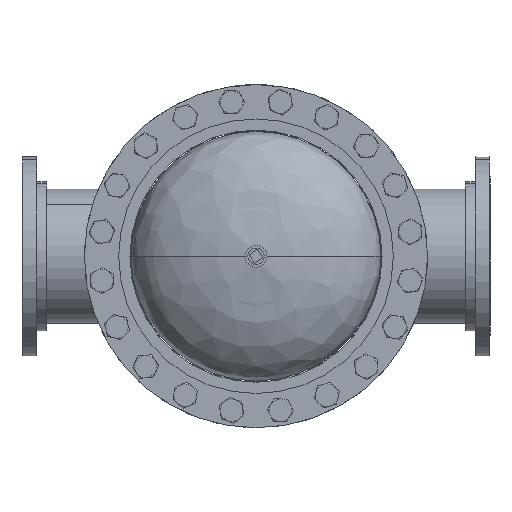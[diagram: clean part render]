
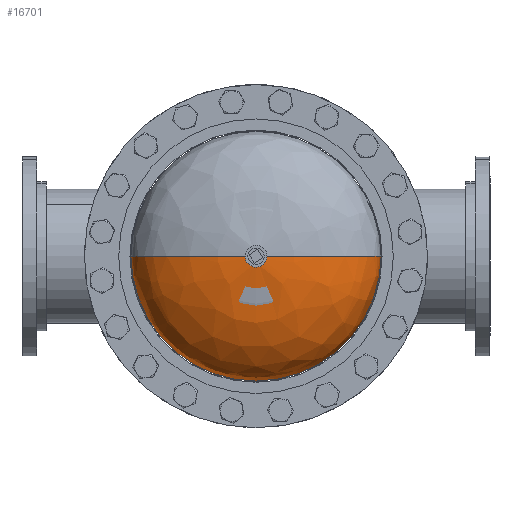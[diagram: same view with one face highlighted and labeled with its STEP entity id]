
A CAD part, front view. The second image highlights one B-rep face of the part: STEP entity #16701.
In plain terms, the highlighted free-form (B-spline) face has degree [3, 3] with [4, 4] control points.
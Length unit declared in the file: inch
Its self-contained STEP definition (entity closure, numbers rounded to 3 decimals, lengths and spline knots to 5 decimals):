
#92 = CARTESIAN_POINT ( 'NONE',  ( 0., 5.60574, 0. ) ) ;
#215 = CARTESIAN_POINT ( 'NONE',  ( 0., 5.60574, -0.75 ) ) ;
#334 = FACE_OUTER_BOUND ( 'NONE', #18297, .T. ) ;
#567 = CIRCLE ( 'NONE', #11343, 10. ) ;
#687 = AXIS2_PLACEMENT_3D ( 'NONE', #92, #11535, #8447 ) ;
#1670 = EDGE_CURVE ( 'NONE', #4969, #9568, #14931, .T. ) ;
#1807 = DIRECTION ( 'NONE',  ( 0., -1., 0. ) ) ;
#1931 = VERTEX_POINT ( 'NONE', #215 ) ;
#1966 = CARTESIAN_POINT ( 'NONE',  ( -0.75, 5.60574, 0. ) ) ;
#1971 = CARTESIAN_POINT ( 'NONE',  ( 6.24942, 5.39635, 0. ) ) ;
#3128 = ORIENTED_EDGE ( 'NONE', *, *, #4216, .T. ) ;
#3215 = CARTESIAN_POINT ( 'NONE',  ( 0., 5.60574, 0. ) ) ;
#3336 = CARTESIAN_POINT ( 'NONE',  ( 10., 0.5575, -20. ) ) ;
#3514 = CARTESIAN_POINT ( 'NONE',  ( 10., 3.34945, 0. ) ) ;
#3612 = CARTESIAN_POINT ( 'NONE',  ( 6.24942, 5.39635, -12.49885 ) ) ;
#3649 = CARTESIAN_POINT ( 'NONE',  ( 0.75, 5.60574, 0. ) ) ;
#3736 = VERTEX_POINT ( 'NONE', #4898 ) ;
#3850 = CARTESIAN_POINT ( 'NONE',  ( -0.75, 5.60574, 0. ) ) ;
#3900 = ORIENTED_EDGE ( 'NONE', *, *, #16726, .F. ) ;
#4216 = EDGE_CURVE ( 'NONE', #1931, #4903, #17297, .T. ) ;
#4634 = CARTESIAN_POINT ( 'NONE',  ( 6.24942, 5.39635, 0. ) ) ;
#4898 = CARTESIAN_POINT ( 'NONE',  ( 0., 0.5575, -10. ) ) ;
#4903 = VERTEX_POINT ( 'NONE', #3649 ) ;
#4969 = VERTEX_POINT ( 'NONE', #1966 ) ;
#4996 = CARTESIAN_POINT ( 'NONE',  ( 0., 0.5575, 0. ) ) ;
#5268 = AXIS2_PLACEMENT_3D ( 'NONE', #4996, #15056, #7466 ) ;
#5823 = DIRECTION ( 'NONE',  ( 0., 0., -1. ) ) ;
#6039 =( BOUNDED_CURVE ( )  B_SPLINE_CURVE ( 3, ( #10422, #1971, #9002, #10514 ),
 .UNSPECIFIED., .F., .F. ) 
 B_SPLINE_CURVE_WITH_KNOTS ( ( 4, 4 ),
 ( 1.64587, 3.14159 ),
 .UNSPECIFIED. ) 
 CURVE ( )  GEOMETRIC_REPRESENTATION_ITEM ( )  RATIONAL_B_SPLINE_CURVE ( ( 1., 0.822, 0.822, 1. ) ) 
 REPRESENTATION_ITEM ( '' )  );
#6132 = CARTESIAN_POINT ( 'NONE',  ( 0.75, 5.60574, -1.5 ) ) ;
#6230 = CARTESIAN_POINT ( 'NONE',  ( 0.75, 5.60574, 0. ) ) ;
#6404 = CARTESIAN_POINT ( 'NONE',  ( -6.24942, 5.39635, -12.49885 ) ) ;
#6460 = CARTESIAN_POINT ( 'NONE',  ( -6.24942, 5.39635, 0. ) ) ;
#6882 = ORIENTED_EDGE ( 'NONE', *, *, #12014, .T. ) ;
#7076 = VERTEX_POINT ( 'NONE', #11000 ) ;
#7466 = DIRECTION ( 'NONE',  ( 0., 0., -1. ) ) ;
#7476 = CARTESIAN_POINT ( 'NONE',  ( -10., 0.5575, 0. ) ) ;
#7614 = EDGE_CURVE ( 'NONE', #9568, #3736, #567, .T. ) ;
#7727 = CARTESIAN_POINT ( 'NONE',  ( -0.75, 5.60574, 0. ) ) ;
#7879 = ORIENTED_EDGE ( 'NONE', *, *, #1670, .F. ) ;
#8068 = CARTESIAN_POINT ( 'NONE',  ( -10., 3.34945, 0. ) ) ;
#8447 = DIRECTION ( 'NONE',  ( 0., 0., -1. ) ) ;
#8632 = DIRECTION ( 'NONE',  ( 0., -1., 0. ) ) ;
#9002 = CARTESIAN_POINT ( 'NONE',  ( 10., 3.34945, 0. ) ) ;
#9225 = CARTESIAN_POINT ( 'NONE',  ( 10., 0.5575, 0. ) ) ;
#9568 = VERTEX_POINT ( 'NONE', #7476 ) ;
#10422 = CARTESIAN_POINT ( 'NONE',  ( 0.75, 5.60574, 0. ) ) ;
#10514 = CARTESIAN_POINT ( 'NONE',  ( 10., 0.5575, 0. ) ) ;
#10591 = CIRCLE ( 'NONE', #687, 0.75 ) ;
#11000 = CARTESIAN_POINT ( 'NONE',  ( 10., 0.5575, 0. ) ) ;
#11343 = AXIS2_PLACEMENT_3D ( 'NONE', #17470, #8632, #15876 ) ;
#11535 = DIRECTION ( 'NONE',  ( 0., -1., 0. ) ) ;
#11854 = CARTESIAN_POINT ( 'NONE',  ( -6.24942, 5.39635, 0. ) ) ;
#11867 = EDGE_CURVE ( 'NONE', #4969, #1931, #10591, .T. ) ;
#12014 = EDGE_CURVE ( 'NONE', #4903, #7076, #6039, .T. ) ;
#13275 = ORIENTED_EDGE ( 'NONE', *, *, #11867, .T. ) ;
#13461 = CARTESIAN_POINT ( 'NONE',  ( -10., 3.34945, 0. ) ) ;
#13547 = CARTESIAN_POINT ( 'NONE',  ( -0.75, 5.60574, -1.5 ) ) ;
#13566 = ORIENTED_EDGE ( 'NONE', *, *, #7614, .F. ) ;
#14693 = CARTESIAN_POINT ( 'NONE',  ( -10., 0.5575, 0. ) ) ;
#14931 =( BOUNDED_CURVE ( )  B_SPLINE_CURVE ( 3, ( #3850, #6460, #8068, #15114 ),
 .UNSPECIFIED., .F., .F. ) 
 B_SPLINE_CURVE_WITH_KNOTS ( ( 4, 4 ),
 ( 1.64587, 3.14159 ),
 .UNSPECIFIED. ) 
 CURVE ( )  GEOMETRIC_REPRESENTATION_ITEM ( )  RATIONAL_B_SPLINE_CURVE ( ( 1., 0.822, 0.822, 1. ) ) 
 REPRESENTATION_ITEM ( '' )  );
#15056 = DIRECTION ( 'NONE',  ( 0., -1., 0. ) ) ;
#15114 = CARTESIAN_POINT ( 'NONE',  ( -10., 0.5575, 0. ) ) ;
#15181 = AXIS2_PLACEMENT_3D ( 'NONE', #3215, #1807, #5823 ) ;
#15876 = DIRECTION ( 'NONE',  ( 0., 0., -1. ) ) ;
#16202 = CARTESIAN_POINT ( 'NONE',  ( 10., 3.34945, -20. ) ) ;
#16254 =( BOUNDED_SURFACE ( )  B_SPLINE_SURFACE ( 3, 3, ( 
 ( #7727, #13547, #6132, #6230 ),
 ( #11854, #6404, #3612, #4634 ),
 ( #13461, #17802, #16202, #3514 ),
 ( #14693, #17714, #3336, #9225 ) ),
 .UNSPECIFIED., .F., .F., .F. ) 
 B_SPLINE_SURFACE_WITH_KNOTS ( ( 4, 4 ),
 ( 4, 4 ),
 ( 0., 1. ),
 ( 0., 1. ),
 .UNSPECIFIED. ) 
 GEOMETRIC_REPRESENTATION_ITEM ( )  RATIONAL_B_SPLINE_SURFACE ( (
 ( 1., 0.333, 0.333, 1.),
 ( 0.822, 0.274, 0.274, 0.822),
 ( 0.822, 0.274, 0.274, 0.822),
 ( 1., 0.333, 0.333, 1.) ) ) 
 REPRESENTATION_ITEM ( '' )  SURFACE ( )  );
#16701 = ADVANCED_FACE ( 'NONE', ( #334 ), #16254, .F. ) ;
#16726 = EDGE_CURVE ( 'NONE', #3736, #7076, #17555, .T. ) ;
#17297 = CIRCLE ( 'NONE', #15181, 0.75 ) ;
#17470 = CARTESIAN_POINT ( 'NONE',  ( 0., 0.5575, 0. ) ) ;
#17555 = CIRCLE ( 'NONE', #5268, 10. ) ;
#17714 = CARTESIAN_POINT ( 'NONE',  ( -10., 0.5575, -20. ) ) ;
#17802 = CARTESIAN_POINT ( 'NONE',  ( -10., 3.34945, -20. ) ) ;
#18297 = EDGE_LOOP ( 'NONE', ( #7879, #13275, #3128, #6882, #3900, #13566 ) ) ;
